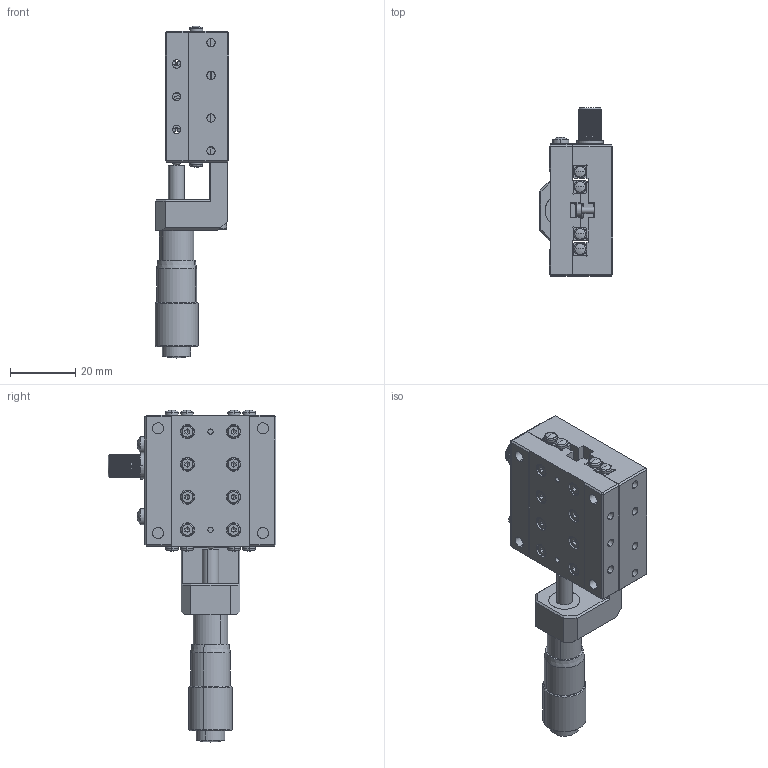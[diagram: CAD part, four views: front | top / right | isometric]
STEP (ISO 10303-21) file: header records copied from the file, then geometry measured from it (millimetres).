
FILE_DESCRIPTION (( 'STEP AP203' ), '1' );
FILE_NAME ('SK13A-40CZ.step', '2019-05-08T07:35:13', ( '' ), ( '' ), 'SwSTEP 2.0', 'SolidWorks 2017', '' );
FILE_SCHEMA (( 'CONFIG_CONTROL_DESIGN' ));
Length unit declared in the file: millimetre
Products named in the file (1): SK13A-40CZ
Bounding box: 22.6 x 51.3 x 101.4 mm (x, y, z)
Surface area: 18835.7 mm2 (no closed solid volume)
Topology: 0 solids, 41 shells, 841 faces, 3106 edges, 2084 vertices
Faces by surface type: plane 447, cylinder 236, cone 76, torus 42, bspline 32, sphere 8
Entity records: 33565 total; most frequent: CARTESIAN_POINT 8329, DIRECTION 5143, ORIENTED_EDGE 4804, EDGE_CURVE 3049, VERTEX_POINT 2081, AXIS2_PLACEMENT_3D 1727, VECTOR 1689, LINE 1689
